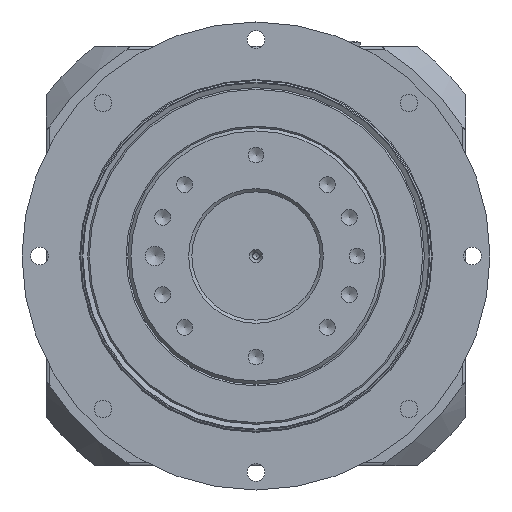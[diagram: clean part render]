
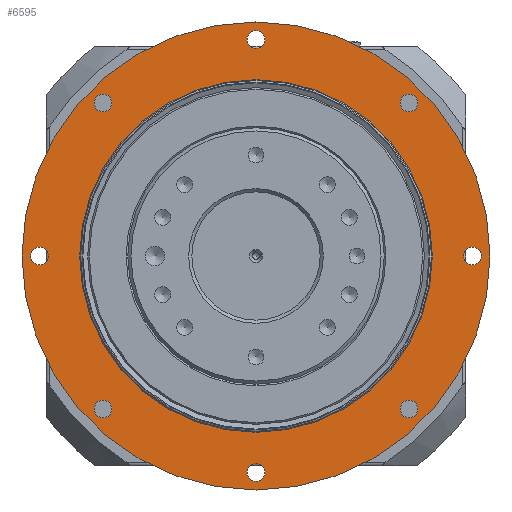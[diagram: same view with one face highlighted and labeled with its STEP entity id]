
A CAD part, left-side view. The second image highlights one B-rep face of the part: STEP entity #6595.
In plain terms, the highlighted planar face has unit normal (-1, 0, 0).
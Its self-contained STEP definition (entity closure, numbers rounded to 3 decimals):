
#961=PLANE('',#7316);
#1213=FACE_BOUND('',#2258,.T.);
#1214=FACE_BOUND('',#2259,.T.);
#1215=FACE_BOUND('',#2260,.T.);
#1216=FACE_BOUND('',#2261,.T.);
#1217=FACE_BOUND('',#2262,.T.);
#1218=FACE_BOUND('',#2263,.T.);
#1219=FACE_BOUND('',#2264,.T.);
#1220=FACE_BOUND('',#2265,.T.);
#1221=FACE_BOUND('',#2266,.T.);
#1623=FACE_OUTER_BOUND('',#2257,.T.);
#2257=EDGE_LOOP('',(#5187));
#2258=EDGE_LOOP('',(#5188));
#2259=EDGE_LOOP('',(#5189));
#2260=EDGE_LOOP('',(#5190));
#2261=EDGE_LOOP('',(#5191));
#2262=EDGE_LOOP('',(#5192));
#2263=EDGE_LOOP('',(#5193));
#2264=EDGE_LOOP('',(#5194));
#2265=EDGE_LOOP('',(#5195));
#2266=EDGE_LOOP('',(#5196));
#2808=CIRCLE('',#7281,2.75);
#2810=CIRCLE('',#7284,2.75);
#2812=CIRCLE('',#7287,2.75);
#2814=CIRCLE('',#7290,2.75);
#2816=CIRCLE('',#7293,2.75);
#2818=CIRCLE('',#7296,2.75);
#2820=CIRCLE('',#7299,2.75);
#2822=CIRCLE('',#7302,2.75);
#2829=CIRCLE('',#7315,55.);
#2830=CIRCLE('',#7317,73.);
#3304=VERTEX_POINT('',#10793);
#3306=VERTEX_POINT('',#10798);
#3308=VERTEX_POINT('',#10803);
#3310=VERTEX_POINT('',#10808);
#3312=VERTEX_POINT('',#10813);
#3314=VERTEX_POINT('',#10818);
#3316=VERTEX_POINT('',#10823);
#3318=VERTEX_POINT('',#10828);
#3325=VERTEX_POINT('',#10848);
#3326=VERTEX_POINT('',#10851);
#3995=EDGE_CURVE('',#3304,#3304,#2808,.T.);
#3997=EDGE_CURVE('',#3306,#3306,#2810,.T.);
#3999=EDGE_CURVE('',#3308,#3308,#2812,.T.);
#4001=EDGE_CURVE('',#3310,#3310,#2814,.T.);
#4003=EDGE_CURVE('',#3312,#3312,#2816,.T.);
#4005=EDGE_CURVE('',#3314,#3314,#2818,.T.);
#4007=EDGE_CURVE('',#3316,#3316,#2820,.T.);
#4009=EDGE_CURVE('',#3318,#3318,#2822,.T.);
#4016=EDGE_CURVE('',#3325,#3325,#2829,.T.);
#4017=EDGE_CURVE('',#3326,#3326,#2830,.T.);
#5187=ORIENTED_EDGE('',*,*,#4017,.F.);
#5188=ORIENTED_EDGE('',*,*,#3995,.T.);
#5189=ORIENTED_EDGE('',*,*,#3997,.T.);
#5190=ORIENTED_EDGE('',*,*,#3999,.T.);
#5191=ORIENTED_EDGE('',*,*,#4001,.T.);
#5192=ORIENTED_EDGE('',*,*,#4003,.T.);
#5193=ORIENTED_EDGE('',*,*,#4005,.T.);
#5194=ORIENTED_EDGE('',*,*,#4007,.T.);
#5195=ORIENTED_EDGE('',*,*,#4009,.T.);
#5196=ORIENTED_EDGE('',*,*,#4016,.T.);
#6595=ADVANCED_FACE('',(#1623,#1213,#1214,#1215,#1216,#1217,#1218,#1219,
#1220,#1221),#961,.T.);
#7281=AXIS2_PLACEMENT_3D('',#10794,#8726,#8727);
#7284=AXIS2_PLACEMENT_3D('',#10799,#8732,#8733);
#7287=AXIS2_PLACEMENT_3D('',#10804,#8738,#8739);
#7290=AXIS2_PLACEMENT_3D('',#10809,#8744,#8745);
#7293=AXIS2_PLACEMENT_3D('',#10814,#8750,#8751);
#7296=AXIS2_PLACEMENT_3D('',#10819,#8756,#8757);
#7299=AXIS2_PLACEMENT_3D('',#10824,#8762,#8763);
#7302=AXIS2_PLACEMENT_3D('',#10829,#8768,#8769);
#7315=AXIS2_PLACEMENT_3D('',#10849,#8794,#8795);
#7316=AXIS2_PLACEMENT_3D('',#10850,#8796,#8797);
#7317=AXIS2_PLACEMENT_3D('',#10852,#8798,#8799);
#8726=DIRECTION('center_axis',(1.,0.,0.));
#8727=DIRECTION('ref_axis',(0.,-0.707,-0.707));
#8732=DIRECTION('center_axis',(1.,0.,0.));
#8733=DIRECTION('ref_axis',(0.,-1.,0.));
#8738=DIRECTION('center_axis',(1.,0.,0.));
#8739=DIRECTION('ref_axis',(0.,-0.707,0.707));
#8744=DIRECTION('center_axis',(1.,0.,0.));
#8745=DIRECTION('ref_axis',(0.,0.,
1.));
#8750=DIRECTION('center_axis',(1.,0.,0.));
#8751=DIRECTION('ref_axis',(0.,0.707,0.707));
#8756=DIRECTION('center_axis',(1.,0.,0.));
#8757=DIRECTION('ref_axis',(0.,1.,0.));
#8762=DIRECTION('center_axis',(1.,0.,0.));
#8763=DIRECTION('ref_axis',(0.,0.707,-0.707));
#8768=DIRECTION('center_axis',(1.,0.,0.));
#8769=DIRECTION('ref_axis',(0.,0.,
-1.));
#8794=DIRECTION('center_axis',(1.,0.,0.));
#8795=DIRECTION('ref_axis',(0.,0.,
-1.));
#8796=DIRECTION('center_axis',(-1.,0.,0.));
#8797=DIRECTION('ref_axis',(0.,0.,
1.));
#8798=DIRECTION('center_axis',(1.,0.,0.));
#8799=DIRECTION('ref_axis',(0.,0.,
-1.));
#10793=CARTESIAN_POINT('',(-67.692,-32.843,27.714));
#10794=CARTESIAN_POINT('Origin',(-67.692,-34.787,25.769));
#10798=CARTESIAN_POINT('',(-67.692,-79.767,5.999));
#10799=CARTESIAN_POINT('Origin',(-67.692,-82.517,5.999));
#10803=CARTESIAN_POINT('',(-67.692,-128.302,23.825));
#10804=CARTESIAN_POINT('Origin',(-67.692,-130.247,25.769));
#10808=CARTESIAN_POINT('',(-67.692,-150.017,70.749));
#10809=CARTESIAN_POINT('Origin',(-67.692,-150.017,73.499));
#10813=CARTESIAN_POINT('',(-67.692,-132.191,119.284));
#10814=CARTESIAN_POINT('Origin',(-67.692,-130.247,121.229));
#10818=CARTESIAN_POINT('',(-67.692,-85.267,140.999));
#10819=CARTESIAN_POINT('Origin',(-67.692,-82.517,140.999));
#10823=CARTESIAN_POINT('',(-67.692,-36.732,123.173));
#10824=CARTESIAN_POINT('Origin',(-67.692,-34.787,121.229));
#10828=CARTESIAN_POINT('',(-67.692,-15.017,76.249));
#10829=CARTESIAN_POINT('Origin',(-67.692,-15.017,73.499));
#10848=CARTESIAN_POINT('',(-67.692,-27.517,73.499));
#10849=CARTESIAN_POINT('Origin',(-67.692,-82.517,73.499));
#10850=CARTESIAN_POINT('Origin',(-67.692,-9.517,73.499));
#10851=CARTESIAN_POINT('',(-67.692,-9.517,73.499));
#10852=CARTESIAN_POINT('Origin',(-67.692,-82.517,73.499));
